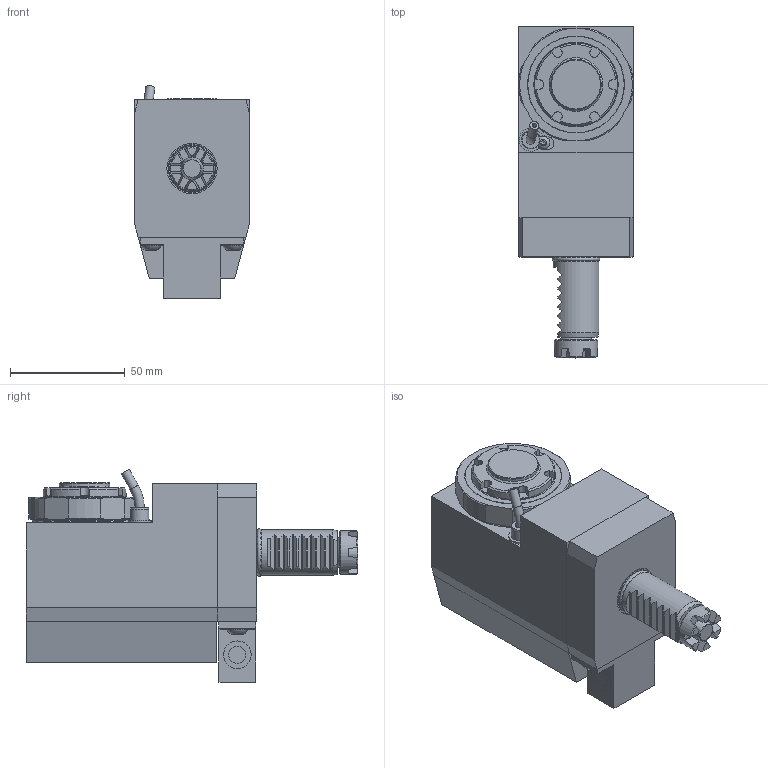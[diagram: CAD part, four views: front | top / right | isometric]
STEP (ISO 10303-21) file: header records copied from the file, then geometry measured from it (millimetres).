
FILE_DESCRIPTION (( 'STEP AP214' ), '1' );
FILE_NAME ('RRPPA20321SB.STEP', '2022-02-08T13:33:23', ( '' ), ( '' ), 'SwSTEP 2.0', 'SolidWorks 2016', '' );
FILE_SCHEMA (( 'AUTOMOTIVE_DESIGN' ));
Length unit declared in the file: millimetre
Products named in the file (1): RRPPA20321SB
Bounding box: 50 x 144.5 x 92.58 mm (x, y, z)
Volume: 366386.1 mm3; surface area: 38775.7 mm2
Topology: 1 solids, 1 shells, 566 faces, 1492 edges, 981 vertices
Faces by surface type: plane 344, bspline 86, cylinder 80, cone 45, torus 8, sphere 3
Full cylindrical faces by diameter (mm): 1.7 x1, 2 x1, 2.1 x1, 4 x1, 6.366 x1, 8 x1, 9.5 x2, 19 x1, 20 x1, 22 x1, 36.1 x1, 45.6 x1
Entity records: 25281 total; most frequent: CARTESIAN_POINT 9090, ORIENTED_EDGE 2882, DIRECTION 2299, EDGE_CURVE 1441, VERTEX_POINT 965, VECTOR 887, LINE 887, AXIS2_PLACEMENT_3D 706
